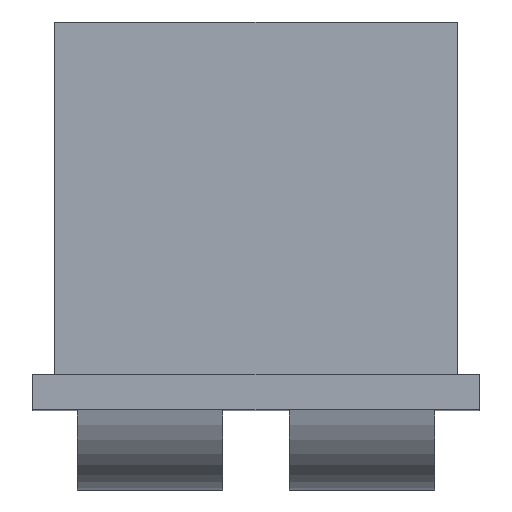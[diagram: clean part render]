
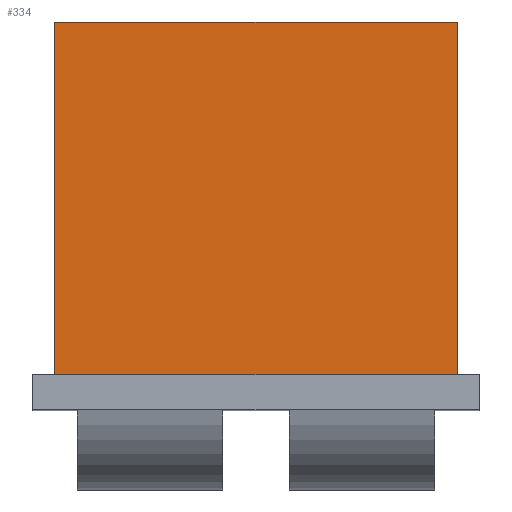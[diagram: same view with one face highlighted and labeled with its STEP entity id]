
A CAD part, top view. The second image highlights one B-rep face of the part: STEP entity #334.
In plain terms, the highlighted planar face has unit normal (0, 0, 1).
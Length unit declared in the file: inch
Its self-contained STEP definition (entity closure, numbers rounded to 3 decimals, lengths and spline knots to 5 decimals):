
#37=FACE_OUTER_BOUND('',#59,.T.);
#59=EDGE_LOOP('',(#274,#275,#276,#277));
#82=LINE('',#512,#120);
#94=LINE('',#537,#132);
#95=LINE('',#539,#133);
#96=LINE('',#540,#134);
#120=VECTOR('',#422,0.3937);
#132=VECTOR('',#446,0.3937);
#133=VECTOR('',#447,0.3937);
#134=VECTOR('',#448,0.3937);
#156=VERTEX_POINT('',#510);
#157=VERTEX_POINT('',#511);
#164=VERTEX_POINT('',#536);
#165=VERTEX_POINT('',#538);
#190=EDGE_CURVE('',#156,#157,#82,.T.);
#202=EDGE_CURVE('',#157,#164,#94,.T.);
#203=EDGE_CURVE('',#165,#164,#95,.T.);
#204=EDGE_CURVE('',#156,#165,#96,.T.);
#274=ORIENTED_EDGE('',*,*,#190,.T.);
#275=ORIENTED_EDGE('',*,*,#202,.T.);
#276=ORIENTED_EDGE('',*,*,#203,.F.);
#277=ORIENTED_EDGE('',*,*,#204,.F.);
#306=PLANE('',#371);
#334=ADVANCED_FACE('',(#37),#306,.T.);
#371=AXIS2_PLACEMENT_3D('',#535,#444,#445);
#422=DIRECTION('',(1.,0.,0.));
#444=DIRECTION('center_axis',(0.,0.,1.));
#445=DIRECTION('ref_axis',(1.,0.,0.));
#446=DIRECTION('',(0.,1.,0.));
#447=DIRECTION('',(1.,0.,0.));
#448=DIRECTION('',(0.,1.,0.));
#510=CARTESIAN_POINT('',(-0.4325,0.,0.5075));
#511=CARTESIAN_POINT('',(0.4325,0.,0.5075));
#512=CARTESIAN_POINT('',(-0.4325,0.,0.5075));
#535=CARTESIAN_POINT('Origin',(-0.4325,0.,0.5075));
#536=CARTESIAN_POINT('',(0.4325,0.759,0.5075));
#537=CARTESIAN_POINT('',(0.4325,0.,0.5075));
#538=CARTESIAN_POINT('',(-0.4325,0.759,0.5075));
#539=CARTESIAN_POINT('',(-0.4325,0.759,0.5075));
#540=CARTESIAN_POINT('',(-0.4325,0.,0.5075));
